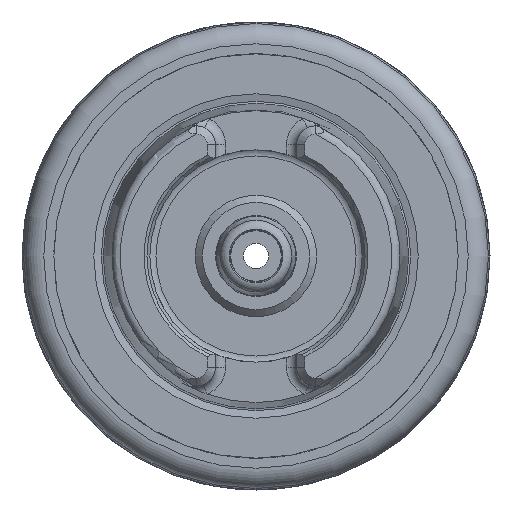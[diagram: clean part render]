
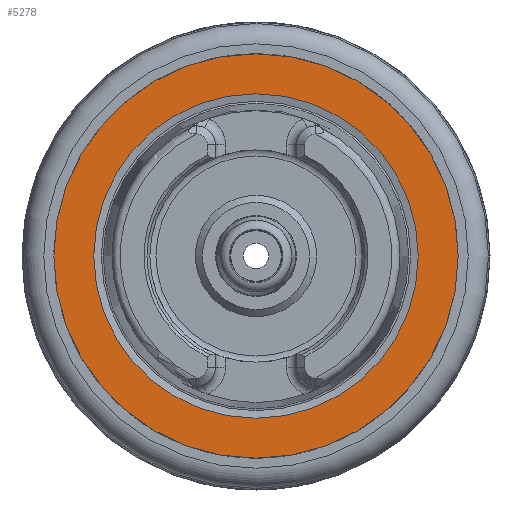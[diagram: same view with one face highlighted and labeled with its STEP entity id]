
A CAD part, left-side view. The second image highlights one B-rep face of the part: STEP entity #5278.
In plain terms, the highlighted planar face has unit normal (-1, 0, 0).
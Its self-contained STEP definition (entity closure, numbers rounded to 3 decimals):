
#4365=CARTESIAN_POINT('',(0.0,20.0,0.0));
#4366=VERTEX_POINT('',#4365);
#4367=CARTESIAN_POINT('',(0.0,0.0,0.0));
#4368=DIRECTION('',(1.0,0.0,0.0));
#4369=DIRECTION('',(0.0,1.0,0.0));
#4370=AXIS2_PLACEMENT_3D('',#4367,#4368,#4369);
#4371=CIRCLE('',#4370,20.0);
#4372=EDGE_CURVE('',#4366,#4366,#4371,.T.);
#5252=CARTESIAN_POINT('',(0.0,16.046,0.0));
#5253=VERTEX_POINT('',#5252);
#5254=CARTESIAN_POINT('',(0.0,0.0,0.0));
#5255=DIRECTION('',(1.0,0.0,0.0));
#5256=DIRECTION('',(0.0,1.0,0.0));
#5257=AXIS2_PLACEMENT_3D('',#5254,#5255,#5256);
#5258=CIRCLE('',#5257,16.046);
#5259=EDGE_CURVE('',#5253,#5253,#5258,.T.);
#5267=CARTESIAN_POINT('',(0.0,18.023,0.0));
#5268=DIRECTION('',(-1.0,0.0,0.0));
#5269=DIRECTION('',(0.0,0.0,1.0));
#5270=AXIS2_PLACEMENT_3D('',#5267,#5268,#5269);
#5271=PLANE('',#5270);
#5272=ORIENTED_EDGE('',*,*,#4372,.F.);
#5273=EDGE_LOOP('',(#5272));
#5274=FACE_OUTER_BOUND('',#5273,.T.);
#5275=ORIENTED_EDGE('',*,*,#5259,.T.);
#5276=EDGE_LOOP('',(#5275));
#5277=FACE_BOUND('',#5276,.T.);
#5278=ADVANCED_FACE('',(#5274,#5277),#5271,.T.);
